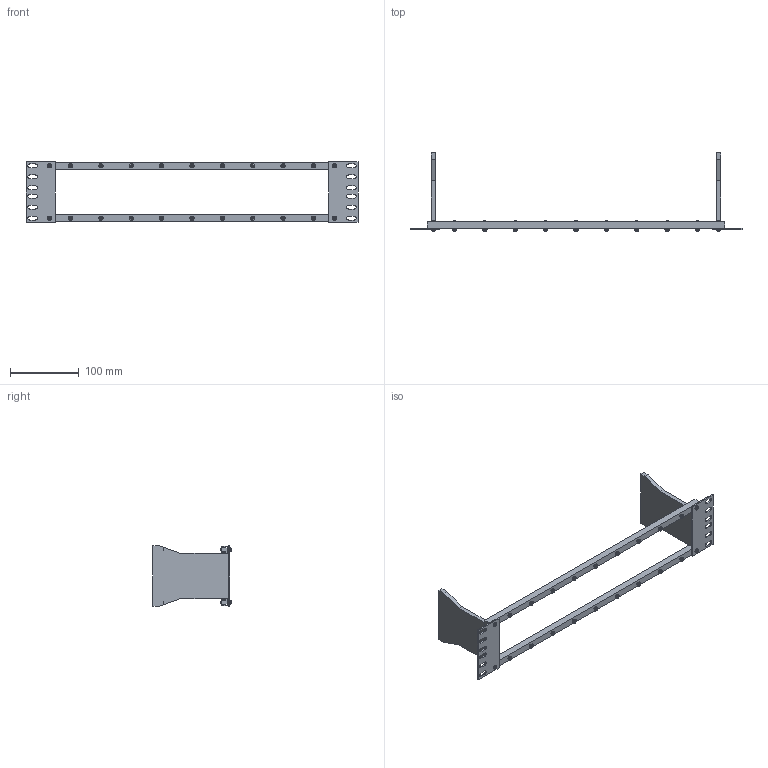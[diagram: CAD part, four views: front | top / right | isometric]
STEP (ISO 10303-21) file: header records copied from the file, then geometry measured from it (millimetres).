
FILE_DESCRIPTION(/* description */ ('','CAx-IF Rec.Pracs.---Representation and Presentation of Product Manufacturing Information (PMI)---4.0---2014-10-13'),/* implementation_level */ '2;1');
FILE_NAME(/* name */ 'Pi Rack.step',/* time_stamp */ '2024-12-10T20:01:24-06:00',/* author */ (''),/* organization */ (''),/* preprocessor_version */ 'ST-DEVELOPER v20',/* originating_system */ 'Autodesk Translation Framework v13.20.0.188',/* authorisation */ '');
FILE_SCHEMA (('AP242_MANAGED_MODEL_BASED_3D_ENGINEERING_MIM_LF { 1 0 10303 442 1 1 4 }'));
Length unit declared in the file: millimetre
Products named in the file (13): Pi Rack v2; Rail; Right Rack Ear; Rack Left Ear; Top Left Nut Shim; Bottom Center Nut Shim; Bottom Left Nut Shim; Top Right Nut Shim; Bottom Right Nut Shim; Top Center Nut Shim; Binding Head Screw JIS B 1111 - M3x14 Steel 4.6 Plain v1; Hexagon Thin Nut DIN 439-2 - M3 x 0.5 Steel 6 Plain v1; Hexagon Thin Nut DIN 439-2 - M3 x 0.5 Steel 6 Chrome v1
Assembly tree (54 placements, depth 2):
  Pi Rack v2
    Rail  x2
    Right Rack Ear
    Rack Left Ear
    Top Left Nut Shim
    Bottom Center Nut Shim
    Binding Head Screw JIS B 1111 - M3x14 Steel 4.6 Plain v1  x22
    Bottom Left Nut Shim
    Top Right Nut Shim
    Bottom Right Nut Shim
    Top Center Nut Shim
    Hexagon Thin Nut DIN 439-2 - M3 x 0.5 Steel 6 Plain v1  x2
    Hexagon Thin Nut DIN 439-2 - M3 x 0.5 Steel 6 Chrome v1  x20
Bounding box: 482.6 x 113.87 x 87.9 mm (x, y, z)
Volume: 188383.1 mm3; surface area: 131278.9 mm2
Topology: 54 solids, 54 shells, 1246 faces, 3220 edges, 2110 vertices
Faces by surface type: plane 840, cylinder 230, cone 132, torus 22, sphere 22
Full cylindrical faces by diameter (mm): 2.529 x22, 2.598 x22, 2.927 x22, 3.2 x12, 3.4 x36, 4 x4
Entity records: 15111 total; most frequent: CARTESIAN_POINT 2651, ORIENTED_EDGE 2440, DIRECTION 2381, EDGE_CURVE 1220, LINE 1011, VECTOR 1011, VERTEX_POINT 811, AXIS2_PLACEMENT_3D 685
